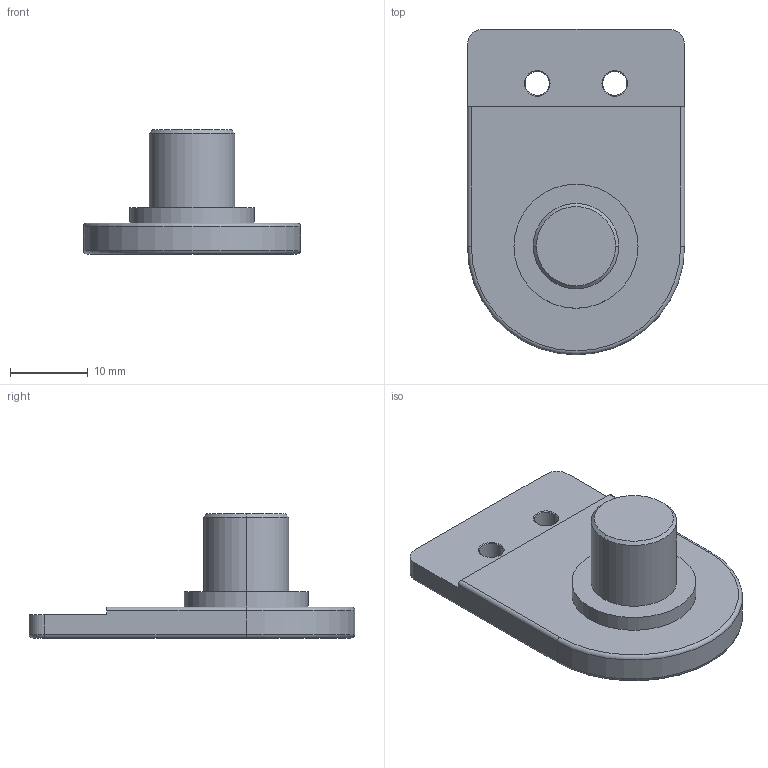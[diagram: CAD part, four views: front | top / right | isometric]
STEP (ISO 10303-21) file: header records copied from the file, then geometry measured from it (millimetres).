
FILE_DESCRIPTION(/* description */ (''),/* implementation_level */ '2;1');
FILE_NAME(/* name */ '外翻关节外壳.stp',/* time_stamp */ '2025-09-18T16:34:41+08:00',/* author */ (''),/* organization */ (''),/* preprocessor_version */ 'ST-DEVELOPER v16.7',/* originating_system */ 'SIEMENS PLM Software NX 12.0',/* authorisation */ '');
FILE_SCHEMA (('AUTOMOTIVE_DESIGN { 1 0 10303 214 3 1 1 1 }'));
Length unit declared in the file: millimetre
Products named in the file (1): 外翻关节外壳
Bounding box: 28 x 42 x 16 mm (x, y, z)
Volume: 5375.6 mm3; surface area: 3086.4 mm2
Topology: 1 solids, 1 shells, 39 faces, 87 edges, 52 vertices
Faces by surface type: cylinder 16, cone 10, plane 9, torus 4
Entity records: 1115 total; most frequent: DIRECTION 213, CARTESIAN_POINT 179, ORIENTED_EDGE 174, EDGE_CURVE 87, AXIS2_PLACEMENT_3D 86, VERTEX_POINT 52, CIRCLE 46, EDGE_LOOP 45
